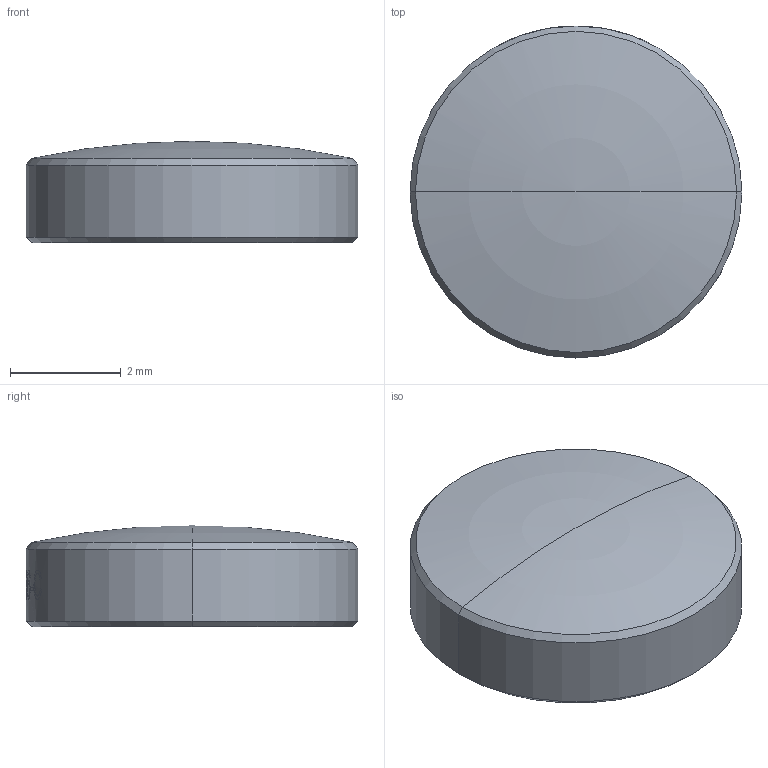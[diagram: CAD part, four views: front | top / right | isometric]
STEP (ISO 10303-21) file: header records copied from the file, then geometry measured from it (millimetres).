
FILE_DESCRIPTION (( 'STEP AP214' ), '1' );
FILE_NAME ('CTN018063-E0W.STEP', '2022-02-15T07:48:55', ( '' ), ( '' ), 'SwSTEP 2.0', 'SolidWorks 2018', '' );
FILE_SCHEMA (( 'AUTOMOTIVE_DESIGN' ));
Length unit declared in the file: millimetre
Products named in the file (2): CTN018131; CTN018063-E0W
Assembly tree (1 placements, depth 2):
  CTN018063-E0W
    CTN018131
Bounding box: 6 x 6 x 1.83 mm (x, y, z)
Volume: 46.9 mm3; surface area: 83.2 mm2
Topology: 1 solids, 1 shells, 22 faces, 109 edges, 100 vertices
Faces by surface type: cylinder 15, cone 4, torus 2, plane 1
Entity records: 1624 total; most frequent: CARTESIAN_POINT 732, ORIENTED_EDGE 214, DIRECTION 122, EDGE_CURVE 107, VERTEX_POINT 100, B_SPLINE_CURVE_WITH_KNOTS 63, AXIS2_PLACEMENT_3D 52, EDGE_LOOP 35
